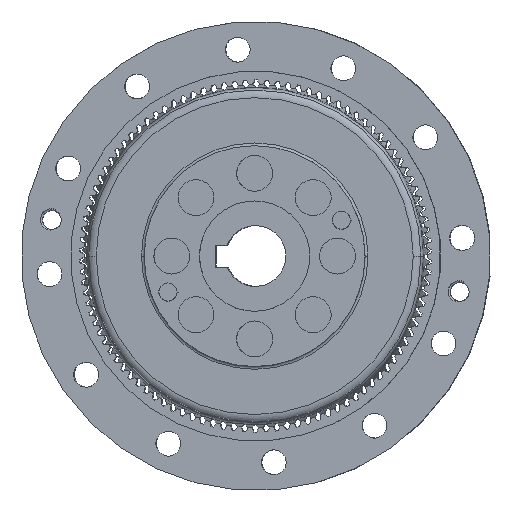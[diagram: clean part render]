
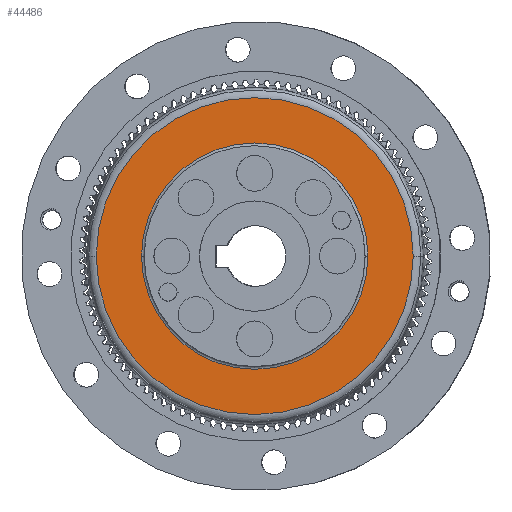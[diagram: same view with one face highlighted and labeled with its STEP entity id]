
A CAD part, left-side view. The second image highlights one B-rep face of the part: STEP entity #44486.
In plain terms, the highlighted face is planar.
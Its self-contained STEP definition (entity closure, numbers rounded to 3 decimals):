
#1985 = AXIS2_PLACEMENT_3D ( 'NONE', #5495, #5653, #13451 ) ;
#2191 = CARTESIAN_POINT ( 'NONE',  ( -28.7, 45.419, 0. ) ) ;
#2750 = FACE_BOUND ( 'NONE', #5023, .T. ) ;
#3748 = AXIS2_PLACEMENT_3D ( 'NONE', #17054, #25234, #28529 ) ;
#4334 = AXIS2_PLACEMENT_3D ( 'NONE', #20708, #31517, #27851 ) ;
#4583 = FACE_OUTER_BOUND ( 'NONE', #44045, .T. ) ;
#5023 = EDGE_LOOP ( 'NONE', ( #14341, #15263 ) ) ;
#5495 = CARTESIAN_POINT ( 'NONE',  ( 0., 45.419, 0. ) ) ;
#5653 = DIRECTION ( 'NONE',  ( 0., 1., 0. ) ) ;
#12807 = CIRCLE ( 'NONE', #1985, 28.7 ) ;
#12827 = CIRCLE ( 'NONE', #3748, 28.7 ) ;
#13451 = DIRECTION ( 'NONE',  ( -1., 0., 0. ) ) ;
#14341 = ORIENTED_EDGE ( 'NONE', *, *, #22946, .T. ) ;
#14795 = CIRCLE ( 'NONE', #40811, 20.5 ) ;
#14799 = EDGE_CURVE ( 'NONE', #23287, #47264, #12827, .T. ) ;
#15263 = ORIENTED_EDGE ( 'NONE', *, *, #42514, .T. ) ;
#15653 = ORIENTED_EDGE ( 'NONE', *, *, #14799, .T. ) ;
#17054 = CARTESIAN_POINT ( 'NONE',  ( 0., 45.419, 0. ) ) ;
#20708 = CARTESIAN_POINT ( 'NONE',  ( 0., 45.419, 0. ) ) ;
#21986 = PLANE ( 'NONE',  #36696 ) ;
#22810 = CARTESIAN_POINT ( 'NONE',  ( 28.7, 45.419, 0. ) ) ;
#22946 = EDGE_CURVE ( 'NONE', #27292, #26918, #35493, .T. ) ;
#23287 = VERTEX_POINT ( 'NONE', #22810 ) ;
#25234 = DIRECTION ( 'NONE',  ( 0., 1., 0. ) ) ;
#26918 = VERTEX_POINT ( 'NONE', #38238 ) ;
#26947 = DIRECTION ( 'NONE',  ( 0., 1., 0. ) ) ;
#27292 = VERTEX_POINT ( 'NONE', #48666 ) ;
#27851 = DIRECTION ( 'NONE',  ( -1., 0., 0. ) ) ;
#28529 = DIRECTION ( 'NONE',  ( -1., 0., 0. ) ) ;
#30409 = DIRECTION ( 'NONE',  ( -1., 0., 0. ) ) ;
#30568 = DIRECTION ( 'NONE',  ( -1., 0., 0. ) ) ;
#31517 = DIRECTION ( 'NONE',  ( 0., -1., 0. ) ) ;
#35493 = CIRCLE ( 'NONE', #4334, 20.5 ) ;
#36696 = AXIS2_PLACEMENT_3D ( 'NONE', #37284, #26947, #30568 ) ;
#37284 = CARTESIAN_POINT ( 'NONE',  ( 30.5, 45.419, 0. ) ) ;
#38238 = CARTESIAN_POINT ( 'NONE',  ( 20.5, 45.419, 0. ) ) ;
#40811 = AXIS2_PLACEMENT_3D ( 'NONE', #41439, #48930, #30409 ) ;
#41439 = CARTESIAN_POINT ( 'NONE',  ( 0., 45.419, 0. ) ) ;
#42514 = EDGE_CURVE ( 'NONE', #26918, #27292, #14795, .T. ) ;
#44045 = EDGE_LOOP ( 'NONE', ( #48855, #15653 ) ) ;
#44486 = ADVANCED_FACE ( 'NONE', ( #4583, #2750 ), #21986, .T. ) ;
#46437 = EDGE_CURVE ( 'NONE', #47264, #23287, #12807, .T. ) ;
#47264 = VERTEX_POINT ( 'NONE', #2191 ) ;
#48666 = CARTESIAN_POINT ( 'NONE',  ( -20.5, 45.419, 0. ) ) ;
#48855 = ORIENTED_EDGE ( 'NONE', *, *, #46437, .T. ) ;
#48930 = DIRECTION ( 'NONE',  ( 0., -1., 0. ) ) ;
